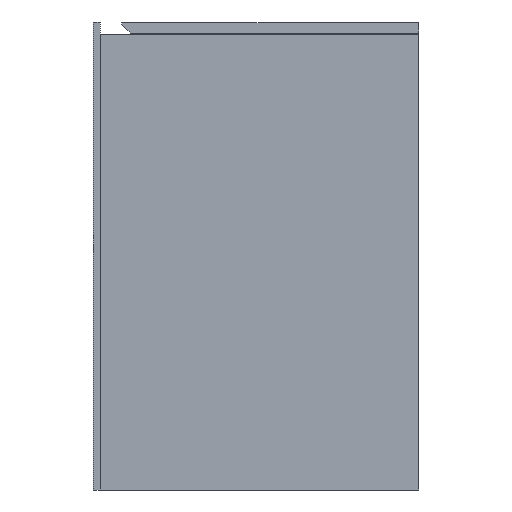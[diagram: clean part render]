
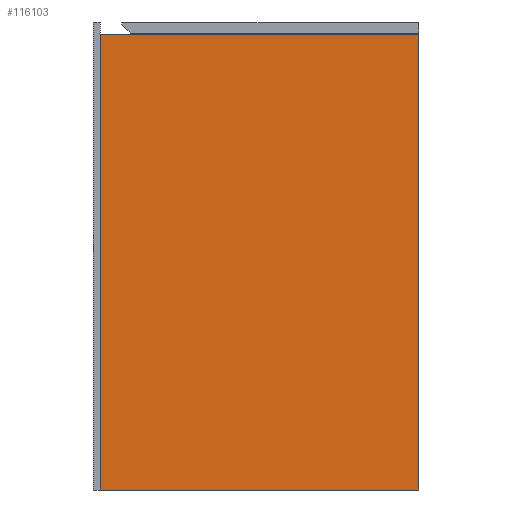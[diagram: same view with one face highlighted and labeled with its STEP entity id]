
A CAD part, left-side view. The second image highlights one B-rep face of the part: STEP entity #116103.
In plain terms, the highlighted planar face has unit normal (-1, 0, 0).
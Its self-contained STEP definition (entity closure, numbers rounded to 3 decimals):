
#357 = VECTOR ( 'NONE', #139336, 1000. ) ;
#1179 = CARTESIAN_POINT ( 'NONE',  ( 2., 0., -550. ) ) ;
#7271 = DIRECTION ( 'NONE',  ( 0., 0., 1. ) ) ;
#8756 = EDGE_CURVE ( 'NONE', #56822, #68252, #30752, .T. ) ;
#11593 = VECTOR ( 'NONE', #81168, 1000. ) ;
#11656 = EDGE_CURVE ( 'NONE', #115623, #56822, #78369, .T. ) ;
#17536 = CARTESIAN_POINT ( 'NONE',  ( 2., 374., -15. ) ) ;
#17547 = DIRECTION ( 'NONE',  ( 0., 0., -1. ) ) ;
#30752 = LINE ( 'NONE', #139659, #127458 ) ;
#31187 = VECTOR ( 'NONE', #108938, 1000. ) ;
#49797 = VERTEX_POINT ( 'NONE', #17536 ) ;
#51707 = AXIS2_PLACEMENT_3D ( 'NONE', #135025, #80920, #17547 ) ;
#52475 = CARTESIAN_POINT ( 'NONE',  ( 2., 909.337, -15. ) ) ;
#55448 = ORIENTED_EDGE ( 'NONE', *, *, #114194, .F. ) ;
#56822 = VERTEX_POINT ( 'NONE', #1179 ) ;
#67794 = EDGE_LOOP ( 'NONE', ( #55448, #90421, #133840, #119516 ) ) ;
#68252 = VERTEX_POINT ( 'NONE', #101696 ) ;
#71648 = PLANE ( 'NONE',  #51707 ) ;
#76745 = EDGE_CURVE ( 'NONE', #49797, #68252, #96591, .T. ) ;
#78369 = LINE ( 'NONE', #111100, #11593 ) ;
#80920 = DIRECTION ( 'NONE',  ( 1., 0., 0. ) ) ;
#81168 = DIRECTION ( 'NONE',  ( 0., -1., 0. ) ) ;
#86183 = CARTESIAN_POINT ( 'NONE',  ( 2., 374., -550. ) ) ;
#88980 = CARTESIAN_POINT ( 'NONE',  ( 2., 374., -550. ) ) ;
#90421 = ORIENTED_EDGE ( 'NONE', *, *, #11656, .T. ) ;
#96591 = LINE ( 'NONE', #52475, #357 ) ;
#98256 = LINE ( 'NONE', #86183, #31187 ) ;
#101696 = CARTESIAN_POINT ( 'NONE',  ( 2., 0., -15. ) ) ;
#102265 = FACE_OUTER_BOUND ( 'NONE', #67794, .T. ) ;
#108938 = DIRECTION ( 'NONE',  ( 0., 0., 1. ) ) ;
#111100 = CARTESIAN_POINT ( 'NONE',  ( 2., 909.337, -550. ) ) ;
#114194 = EDGE_CURVE ( 'NONE', #115623, #49797, #98256, .T. ) ;
#115623 = VERTEX_POINT ( 'NONE', #88980 ) ;
#116103 = ADVANCED_FACE ( 'NONE', ( #102265 ), #71648, .F. ) ;
#119516 = ORIENTED_EDGE ( 'NONE', *, *, #76745, .F. ) ;
#127458 = VECTOR ( 'NONE', #7271, 1000. ) ;
#133840 = ORIENTED_EDGE ( 'NONE', *, *, #8756, .T. ) ;
#135025 = CARTESIAN_POINT ( 'NONE',  ( 2., 909.337, -550. ) ) ;
#139336 = DIRECTION ( 'NONE',  ( 0., -1., 0. ) ) ;
#139659 = CARTESIAN_POINT ( 'NONE',  ( 2., 0., -550. ) ) ;
